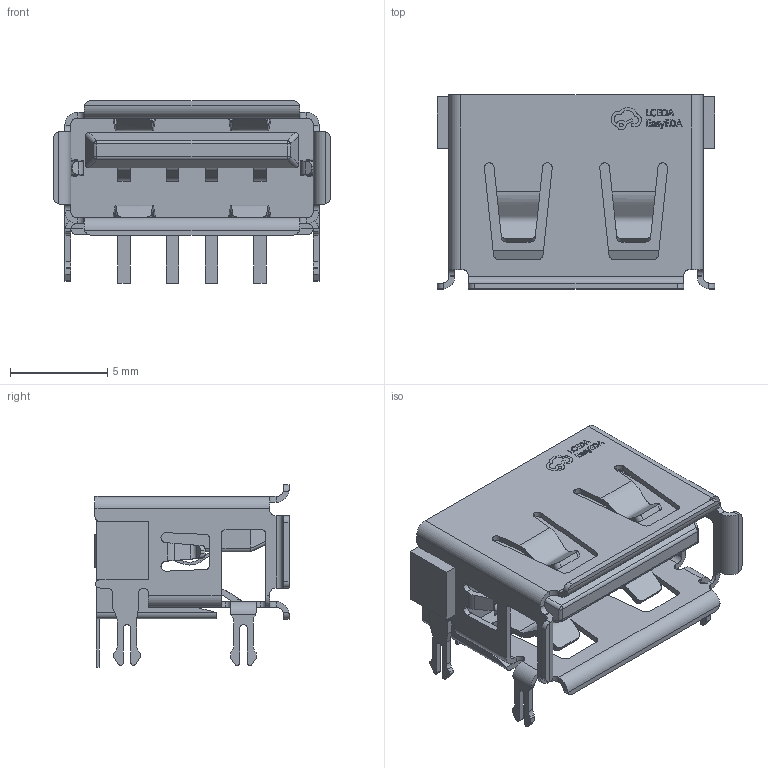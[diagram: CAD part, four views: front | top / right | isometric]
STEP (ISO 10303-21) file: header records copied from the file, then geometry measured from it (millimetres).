
FILE_DESCRIPTION (( 'STEP AP214' ), '1' );
FILE_NAME ('USB-A-TH_4P-L14.6-W10.0-H7.0-S1.5.step', '2022-07-15T08:19:23', ( '' ), ( '' ), 'SwSTEP 2.0', 'SolidWorks 2020', '' );
FILE_SCHEMA (( 'AUTOMOTIVE_DESIGN' ));
Length unit declared in the file: millimetre
Products named in the file (1): USB-A-TH_4P-L14.6-W10.0-H7.0-S1.5
Bounding box: 14.3 x 10 x 9.4 mm (x, y, z)
Volume: 410.5 mm3; surface area: 1235.4 mm2
Topology: 2 solids, 2 shells, 932 faces, 2548 edges, 1634 vertices
Faces by surface type: plane 574, cylinder 234, bspline 120, sphere 4
Entity records: 41299 total; most frequent: CARTESIAN_POINT 8103, ORIENTED_EDGE 5088, DIRECTION 4266, EDGE_CURVE 2544, LINE 1800, VECTOR 1800, VERTEX_POINT 1634, AXIS2_PLACEMENT_3D 1233
